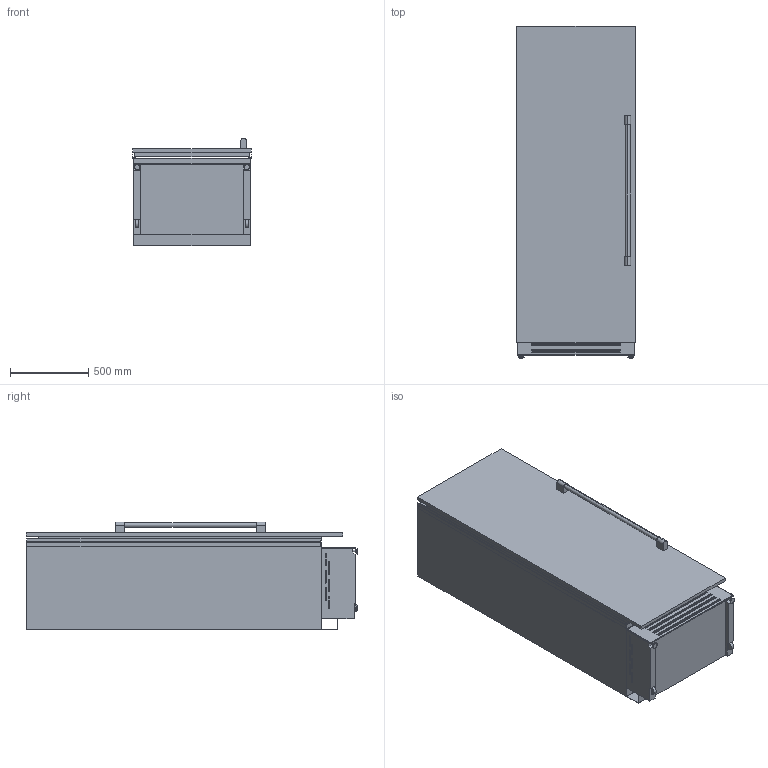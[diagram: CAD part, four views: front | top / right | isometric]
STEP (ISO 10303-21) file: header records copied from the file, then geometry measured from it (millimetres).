
FILE_DESCRIPTION (( 'STEP AP214' ), '1' );
FILE_NAME ('RS_75_0F_Z_3_I.STEP', '2024-08-30T12:05:50', ( '' ), ( '' ), 'SwSTEP 2.0', 'SolidWorks 2017', '' );
FILE_SCHEMA (( 'AUTOMOTIVE_DESIGN' ));
Length unit declared in the file: millimetre
Products named in the file (1): RS_75_0F_Z_3_I
Bounding box: 760 x 2120 x 687.5 mm (x, y, z)
Volume: 926432237.9 mm3; surface area: 10909453.6 mm2
Topology: 5 solids, 5 shells, 334 faces, 853 edges, 560 vertices
Faces by surface type: plane 236, cylinder 82, torus 12, cone 4
Entity records: 10135 total; most frequent: CARTESIAN_POINT 1748, DIRECTION 1715, ORIENTED_EDGE 1706, EDGE_CURVE 853, LINE 661, VECTOR 661, VERTEX_POINT 560, AXIS2_PLACEMENT_3D 527
